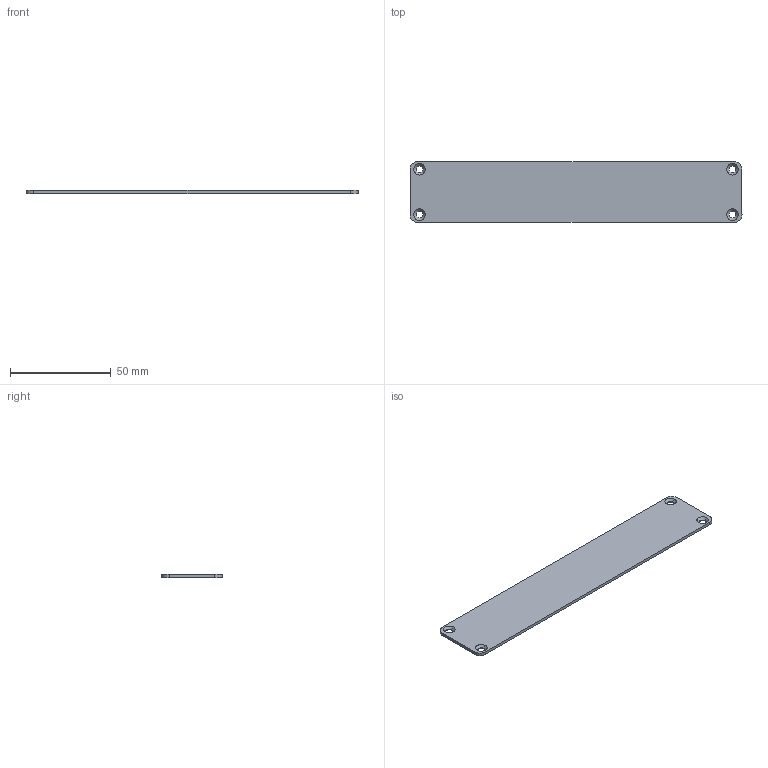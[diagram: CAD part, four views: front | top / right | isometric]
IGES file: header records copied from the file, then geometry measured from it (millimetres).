
Global section: file name: No Iges File Name specified; native system: AutoDesk Inventor R12.0; preprocessor: AutoDesk Inventor Iges Exporter R12.0; author: No Author specified; organization: No Organization specified; date: 20070808.092234; units: millimetre
Bounding box: 165.01 x 30.13 x 1.5 mm (x, y, z)
Volume: 7345.6 mm3; surface area: 10463.2 mm2
Topology: 1 solids, 1 shells, 26 faces, 64 edges, 40 vertices
Faces by surface type: revolution 8, bspline 8, plane 6, cylinder 4
